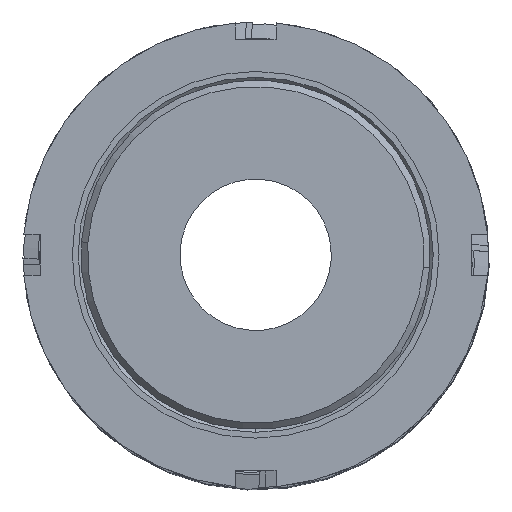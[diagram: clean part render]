
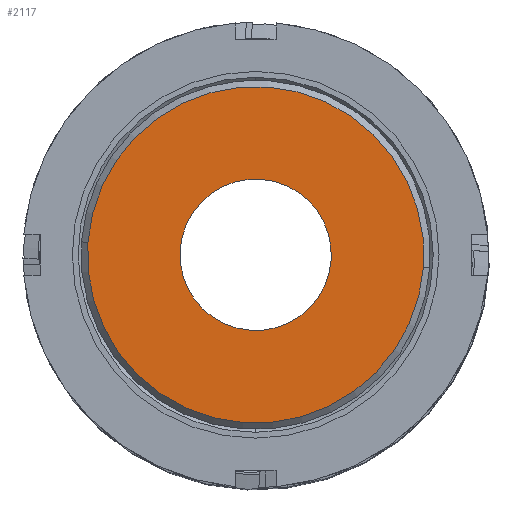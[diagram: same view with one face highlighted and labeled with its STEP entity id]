
A CAD part, front view. The second image highlights one B-rep face of the part: STEP entity #2117.
In plain terms, the highlighted planar face has unit normal (0, -1, 0).
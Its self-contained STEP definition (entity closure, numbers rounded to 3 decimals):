
#53 = DIRECTION ( 'NONE',  ( -1., 0., 0. ) ) ;
#274 = FACE_BOUND ( 'NONE', #4190, .T. ) ;
#306 = DIRECTION ( 'NONE',  ( 0., 1., 0. ) ) ;
#754 = DIRECTION ( 'NONE',  ( 0., 1., 0. ) ) ;
#877 = EDGE_CURVE ( 'NONE', #1609, #2907, #1903, .T. ) ;
#922 = AXIS2_PLACEMENT_3D ( 'NONE', #3648, #1308, #2977 ) ;
#992 = DIRECTION ( 'NONE',  ( -1., 0., 0. ) ) ;
#1128 = ORIENTED_EDGE ( 'NONE', *, *, #877, .T. ) ;
#1269 = PLANE ( 'NONE',  #4089 ) ;
#1308 = DIRECTION ( 'NONE',  ( 0., 1., 0. ) ) ;
#1575 = DIRECTION ( 'NONE',  ( -1., 0., 0. ) ) ;
#1609 = VERTEX_POINT ( 'NONE', #3605 ) ;
#1781 = CARTESIAN_POINT ( 'NONE',  ( 0., -17.132, 0. ) ) ;
#1875 = CARTESIAN_POINT ( 'NONE',  ( 28.9, -17.132, 0. ) ) ;
#1903 = CIRCLE ( 'NONE', #2216, 13. ) ;
#2005 = AXIS2_PLACEMENT_3D ( 'NONE', #2994, #306, #992 ) ;
#2024 = ORIENTED_EDGE ( 'NONE', *, *, #3656, .F. ) ;
#2039 = ORIENTED_EDGE ( 'NONE', *, *, #2849, .T. ) ;
#2117 = ADVANCED_FACE ( 'NONE', ( #2125, #274 ), #1269, .F. ) ;
#2125 = FACE_OUTER_BOUND ( 'NONE', #3228, .T. ) ;
#2216 = AXIS2_PLACEMENT_3D ( 'NONE', #1781, #754, #3722 ) ;
#2569 = DIRECTION ( 'NONE',  ( 0., 1., 0. ) ) ;
#2604 = AXIS2_PLACEMENT_3D ( 'NONE', #4114, #3081, #53 ) ;
#2756 = EDGE_CURVE ( 'NONE', #4071, #3073, #4036, .T. ) ;
#2849 = EDGE_CURVE ( 'NONE', #2907, #1609, #3836, .T. ) ;
#2907 = VERTEX_POINT ( 'NONE', #4093 ) ;
#2977 = DIRECTION ( 'NONE',  ( -1., 0., 0. ) ) ;
#2994 = CARTESIAN_POINT ( 'NONE',  ( 0., -17.132, 0. ) ) ;
#3034 = CIRCLE ( 'NONE', #922, 28.9 ) ;
#3073 = VERTEX_POINT ( 'NONE', #1875 ) ;
#3081 = DIRECTION ( 'NONE',  ( 0., 1., 0. ) ) ;
#3228 = EDGE_LOOP ( 'NONE', ( #3878, #2024 ) ) ;
#3564 = CARTESIAN_POINT ( 'NONE',  ( 13., -17.132, 0. ) ) ;
#3605 = CARTESIAN_POINT ( 'NONE',  ( 13., -17.132, 0. ) ) ;
#3648 = CARTESIAN_POINT ( 'NONE',  ( 0., -17.132, 0. ) ) ;
#3656 = EDGE_CURVE ( 'NONE', #3073, #4071, #3034, .T. ) ;
#3722 = DIRECTION ( 'NONE',  ( -1., 0., 0. ) ) ;
#3836 = CIRCLE ( 'NONE', #2604, 13. ) ;
#3878 = ORIENTED_EDGE ( 'NONE', *, *, #2756, .F. ) ;
#4036 = CIRCLE ( 'NONE', #2005, 28.9 ) ;
#4071 = VERTEX_POINT ( 'NONE', #4217 ) ;
#4089 = AXIS2_PLACEMENT_3D ( 'NONE', #3564, #2569, #1575 ) ;
#4093 = CARTESIAN_POINT ( 'NONE',  ( -13., -17.132, 0. ) ) ;
#4114 = CARTESIAN_POINT ( 'NONE',  ( 0., -17.132, 0. ) ) ;
#4190 = EDGE_LOOP ( 'NONE', ( #2039, #1128 ) ) ;
#4217 = CARTESIAN_POINT ( 'NONE',  ( -28.9, -17.132, 0. ) ) ;
